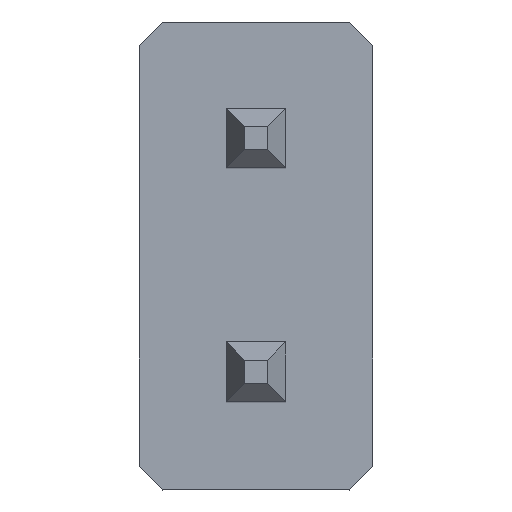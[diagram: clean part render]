
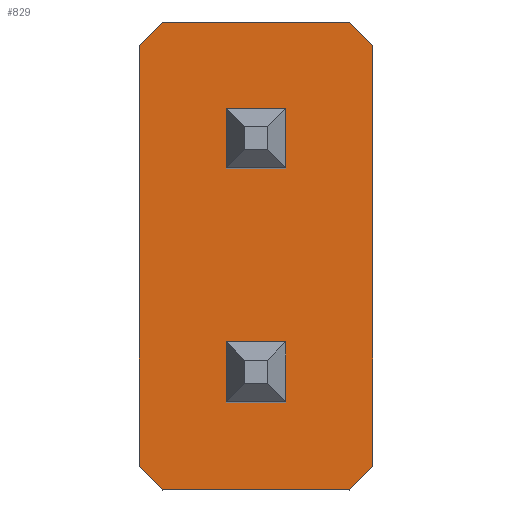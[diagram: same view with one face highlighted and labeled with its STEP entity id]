
A CAD part, top view. The second image highlights one B-rep face of the part: STEP entity #829.
In plain terms, the highlighted face is planar.
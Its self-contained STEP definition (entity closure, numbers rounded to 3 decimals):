
#20=FACE_BOUND('',#85,.T.);
#21=FACE_BOUND('',#86,.T.);
#32=FACE_OUTER_BOUND('',#84,.T.);
#84=EDGE_LOOP('',(#580,#581,#582,#583,#584,#585,#586,#587));
#85=EDGE_LOOP('',(#588,#589,#590,#591));
#86=EDGE_LOOP('',(#592,#593,#594,#595));
#126=LINE('',#1158,#238);
#141=LINE('',#1189,#253);
#143=LINE('',#1193,#255);
#145=LINE('',#1197,#257);
#148=LINE('',#1203,#260);
#161=LINE('',#1228,#273);
#162=LINE('',#1230,#274);
#163=LINE('',#1231,#275);
#164=LINE('',#1234,#276);
#165=LINE('',#1236,#277);
#166=LINE('',#1238,#278);
#167=LINE('',#1239,#279);
#168=LINE('',#1242,#280);
#169=LINE('',#1244,#281);
#170=LINE('',#1246,#282);
#171=LINE('',#1247,#283);
#238=VECTOR('',#941,10.);
#253=VECTOR('',#964,0.359);
#255=VECTOR('',#968,4.572);
#257=VECTOR('',#972,0.359);
#260=VECTOR('',#977,2.032);
#273=VECTOR('',#994,2.032);
#274=VECTOR('',#997,0.359);
#275=VECTOR('',#998,0.359);
#276=VECTOR('',#999,0.65);
#277=VECTOR('',#1000,0.65);
#278=VECTOR('',#1001,0.65);
#279=VECTOR('',#1002,0.65);
#280=VECTOR('',#1003,0.65);
#281=VECTOR('',#1004,0.65);
#282=VECTOR('',#1005,0.65);
#283=VECTOR('',#1006,0.65);
#350=VERTEX_POINT('',#1156);
#351=VERTEX_POINT('',#1157);
#362=VERTEX_POINT('',#1186);
#363=VERTEX_POINT('',#1188);
#364=VERTEX_POINT('',#1192);
#365=VERTEX_POINT('',#1196);
#367=VERTEX_POINT('',#1202);
#377=VERTEX_POINT('',#1226);
#378=VERTEX_POINT('',#1232);
#379=VERTEX_POINT('',#1233);
#380=VERTEX_POINT('',#1235);
#381=VERTEX_POINT('',#1237);
#382=VERTEX_POINT('',#1240);
#383=VERTEX_POINT('',#1241);
#384=VERTEX_POINT('',#1243);
#385=VERTEX_POINT('',#1245);
#418=EDGE_CURVE('',#350,#351,#126,.T.);
#433=EDGE_CURVE('',#363,#362,#141,.T.);
#435=EDGE_CURVE('',#364,#363,#143,.T.);
#437=EDGE_CURVE('',#365,#364,#145,.T.);
#440=EDGE_CURVE('',#367,#365,#148,.T.);
#453=EDGE_CURVE('',#362,#377,#161,.T.);
#454=EDGE_CURVE('',#351,#367,#162,.T.);
#455=EDGE_CURVE('',#377,#350,#163,.T.);
#456=EDGE_CURVE('',#378,#379,#164,.T.);
#457=EDGE_CURVE('',#379,#380,#165,.T.);
#458=EDGE_CURVE('',#381,#380,#166,.T.);
#459=EDGE_CURVE('',#378,#381,#167,.T.);
#460=EDGE_CURVE('',#382,#383,#168,.T.);
#461=EDGE_CURVE('',#382,#384,#169,.T.);
#462=EDGE_CURVE('',#384,#385,#170,.T.);
#463=EDGE_CURVE('',#383,#385,#171,.T.);
#580=ORIENTED_EDGE('',*,*,#418,.T.);
#581=ORIENTED_EDGE('',*,*,#454,.T.);
#582=ORIENTED_EDGE('',*,*,#440,.T.);
#583=ORIENTED_EDGE('',*,*,#437,.T.);
#584=ORIENTED_EDGE('',*,*,#435,.T.);
#585=ORIENTED_EDGE('',*,*,#433,.T.);
#586=ORIENTED_EDGE('',*,*,#453,.T.);
#587=ORIENTED_EDGE('',*,*,#455,.T.);
#588=ORIENTED_EDGE('',*,*,#456,.T.);
#589=ORIENTED_EDGE('',*,*,#457,.T.);
#590=ORIENTED_EDGE('',*,*,#458,.F.);
#591=ORIENTED_EDGE('',*,*,#459,.F.);
#592=ORIENTED_EDGE('',*,*,#460,.F.);
#593=ORIENTED_EDGE('',*,*,#461,.T.);
#594=ORIENTED_EDGE('',*,*,#462,.T.);
#595=ORIENTED_EDGE('',*,*,#463,.F.);
#764=PLANE('',#894);
#829=ADVANCED_FACE('',(#32,#20,#21),#764,.T.);
#894=AXIS2_PLACEMENT_3D('',#1229,#995,#996);
#941=DIRECTION('',(0.,0.,-1.));
#964=DIRECTION('',(0.707,0.,0.707));
#968=DIRECTION('',(0.,0.,1.));
#972=DIRECTION('',(-0.707,0.,0.707));
#977=DIRECTION('',(-1.,0.,0.));
#994=DIRECTION('',(1.,0.,0.));
#995=DIRECTION('center_axis',(0.,1.,0.));
#996=DIRECTION('ref_axis',(1.,0.,0.));
#997=DIRECTION('',(-0.707,0.,-0.707));
#998=DIRECTION('',(0.707,0.,-0.707));
#999=DIRECTION('',(0.,0.,-1.));
#1000=DIRECTION('',(1.,0.,0.));
#1001=DIRECTION('',(0.,0.,-1.));
#1002=DIRECTION('',(1.,0.,0.));
#1003=DIRECTION('',(1.,0.,0.));
#1004=DIRECTION('',(0.,0.,-1.));
#1005=DIRECTION('',(1.,0.,0.));
#1006=DIRECTION('',(0.,0.,-1.));
#1156=CARTESIAN_POINT('',(1.27,2.54,2.286));
#1157=CARTESIAN_POINT('',(1.27,2.54,-2.286));
#1158=CARTESIAN_POINT('',(1.27,2.54,0.));
#1186=CARTESIAN_POINT('',(-1.016,2.54,2.54));
#1188=CARTESIAN_POINT('',(-1.27,2.54,2.286));
#1189=CARTESIAN_POINT('',(-1.27,2.54,2.286));
#1192=CARTESIAN_POINT('',(-1.27,2.54,-2.286));
#1193=CARTESIAN_POINT('',(-1.27,2.54,-2.286));
#1196=CARTESIAN_POINT('',(-1.016,2.54,-2.54));
#1197=CARTESIAN_POINT('',(-1.016,2.54,-2.54));
#1202=CARTESIAN_POINT('',(1.016,2.54,-2.54));
#1203=CARTESIAN_POINT('',(1.016,2.54,-2.54));
#1226=CARTESIAN_POINT('',(1.016,2.54,2.54));
#1228=CARTESIAN_POINT('',(-1.016,2.54,2.54));
#1229=CARTESIAN_POINT('Origin',(0.,2.54,0.));
#1230=CARTESIAN_POINT('',(1.27,2.54,-2.286));
#1231=CARTESIAN_POINT('',(1.016,2.54,2.54));
#1232=CARTESIAN_POINT('',(-0.325,2.54,1.595));
#1233=CARTESIAN_POINT('',(-0.325,2.54,0.945));
#1234=CARTESIAN_POINT('',(-0.325,2.54,1.595));
#1235=CARTESIAN_POINT('',(0.325,2.54,0.945));
#1236=CARTESIAN_POINT('',(-0.325,2.54,0.945));
#1237=CARTESIAN_POINT('',(0.325,2.54,1.595));
#1238=CARTESIAN_POINT('',(0.325,2.54,1.595));
#1239=CARTESIAN_POINT('',(-0.325,2.54,1.595));
#1240=CARTESIAN_POINT('',(-0.325,2.54,-0.945));
#1241=CARTESIAN_POINT('',(0.325,2.54,-0.945));
#1242=CARTESIAN_POINT('',(-0.325,2.54,-0.945));
#1243=CARTESIAN_POINT('',(-0.325,2.54,-1.595));
#1244=CARTESIAN_POINT('',(-0.325,2.54,-0.945));
#1245=CARTESIAN_POINT('',(0.325,2.54,-1.595));
#1246=CARTESIAN_POINT('',(-0.325,2.54,-1.595));
#1247=CARTESIAN_POINT('',(0.325,2.54,-0.945));
